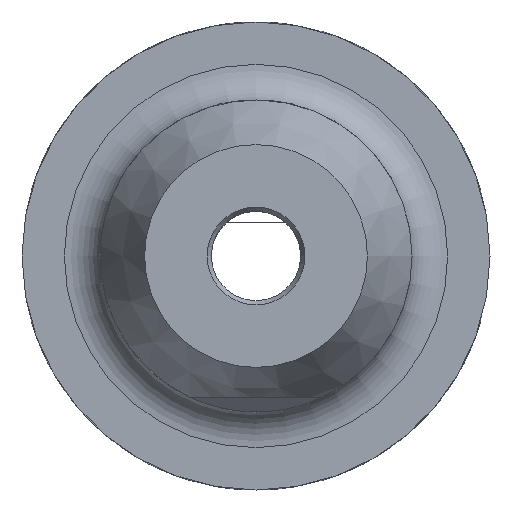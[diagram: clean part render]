
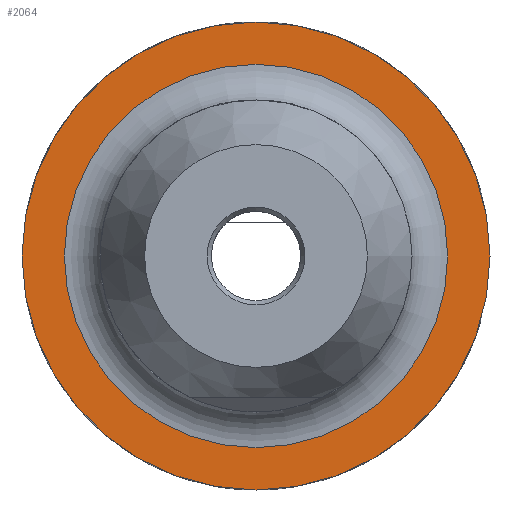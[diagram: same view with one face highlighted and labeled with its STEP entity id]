
A CAD part, left-side view. The second image highlights one B-rep face of the part: STEP entity #2064.
In plain terms, the highlighted planar face has unit normal (-1, 0, 0).
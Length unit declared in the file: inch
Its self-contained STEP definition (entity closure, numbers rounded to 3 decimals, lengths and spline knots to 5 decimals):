
#84=FACE_BOUND('',#367,.T.);
#133=PLANE('',#2299);
#241=FACE_OUTER_BOUND('',#366,.T.);
#366=EDGE_LOOP('',(#1819,#1820));
#367=EDGE_LOOP('',(#1821,#1822));
#566=CIRCLE('',#2145,1.24016);
#567=CIRCLE('',#2146,1.24016);
#642=CIRCLE('',#2297,1.01575);
#643=CIRCLE('',#2298,1.01575);
#793=VERTEX_POINT('',#3295);
#794=VERTEX_POINT('',#3297);
#934=VERTEX_POINT('',#4842);
#935=VERTEX_POINT('',#4844);
#1019=EDGE_CURVE('',#793,#794,#566,.T.);
#1020=EDGE_CURVE('',#794,#793,#567,.T.);
#1231=EDGE_CURVE('',#935,#934,#642,.T.);
#1232=EDGE_CURVE('',#934,#935,#643,.T.);
#1819=ORIENTED_EDGE('',*,*,#1020,.F.);
#1820=ORIENTED_EDGE('',*,*,#1019,.F.);
#1821=ORIENTED_EDGE('',*,*,#1231,.T.);
#1822=ORIENTED_EDGE('',*,*,#1232,.T.);
#2064=ADVANCED_FACE('',(#241,#84),#133,.T.);
#2145=AXIS2_PLACEMENT_3D('',#3298,#2447,#2448);
#2146=AXIS2_PLACEMENT_3D('',#3299,#2449,#2450);
#2297=AXIS2_PLACEMENT_3D('',#4845,#2807,#2808);
#2298=AXIS2_PLACEMENT_3D('',#4846,#2809,#2810);
#2299=AXIS2_PLACEMENT_3D('',#4847,#2811,#2812);
#2447=DIRECTION('center_axis',(1.,0.,0.));
#2448=DIRECTION('ref_axis',(0.,1.,0.));
#2449=DIRECTION('center_axis',(1.,0.,0.));
#2450=DIRECTION('ref_axis',(0.,1.,0.));
#2807=DIRECTION('center_axis',(1.,0.,0.));
#2808=DIRECTION('ref_axis',(0.,1.,0.));
#2809=DIRECTION('center_axis',(1.,0.,0.));
#2810=DIRECTION('ref_axis',(0.,1.,0.));
#2811=DIRECTION('center_axis',(-1.,0.,0.));
#2812=DIRECTION('ref_axis',(0.,0.,1.));
#3295=CARTESIAN_POINT('',(-0.86614,-1.24016,0.));
#3297=CARTESIAN_POINT('',(-0.86614,1.24016,0.));
#3298=CARTESIAN_POINT('Origin',(-0.86614,0.,
0.));
#3299=CARTESIAN_POINT('Origin',(-0.86614,0.,
0.));
#4842=CARTESIAN_POINT('',(-0.86614,0.,1.01575));
#4844=CARTESIAN_POINT('',(-0.86614,1.01575,0.));
#4845=CARTESIAN_POINT('Origin',(-0.86614,0.,
0.));
#4846=CARTESIAN_POINT('Origin',(-0.86614,0.,
0.));
#4847=CARTESIAN_POINT('Origin',(-0.86614,1.12795,0.));
